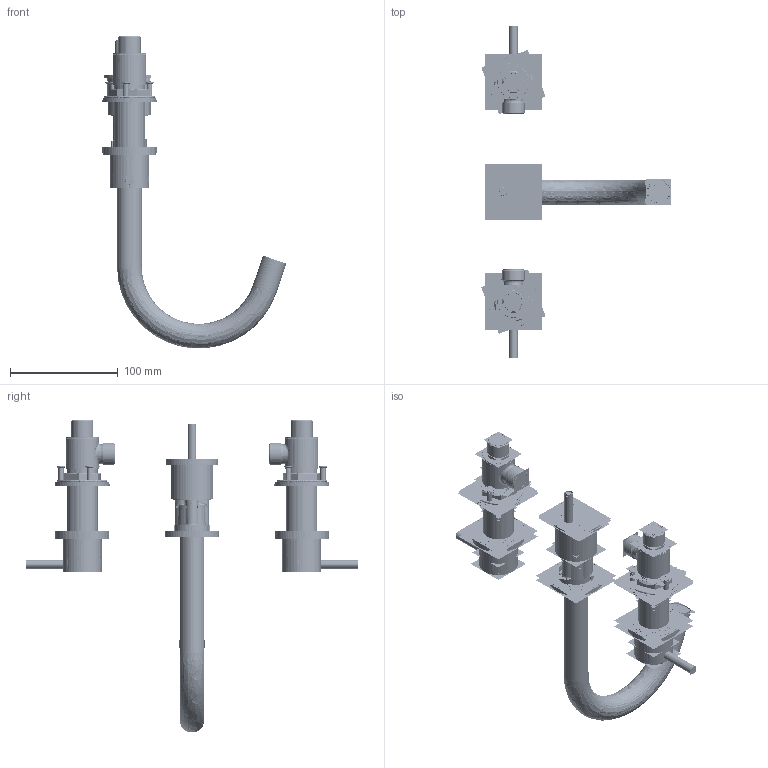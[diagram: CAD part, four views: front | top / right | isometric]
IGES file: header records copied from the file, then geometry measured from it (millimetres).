
Start section:  PTC IGES file: pro135dnc_asm.igs
Global section: file name: pro135dnc_asm.igs; native system: Pro/ENGINEER by Parametric Technology Corporation; preprocessor: 2009360; author: user33; organization: Unknown; date: 20191213.161353; units: millimetre
Bounding box: 175.98 x 308.35 x 290.3 mm (x, y, z)
Volume: 295254.2 mm3; surface area: 1710073.3 mm2
Topology: 57 solids, 112 shells, 5430 faces, 30256 edges, 40461 vertices
Faces by surface type: revolution 3028, bspline 2402
